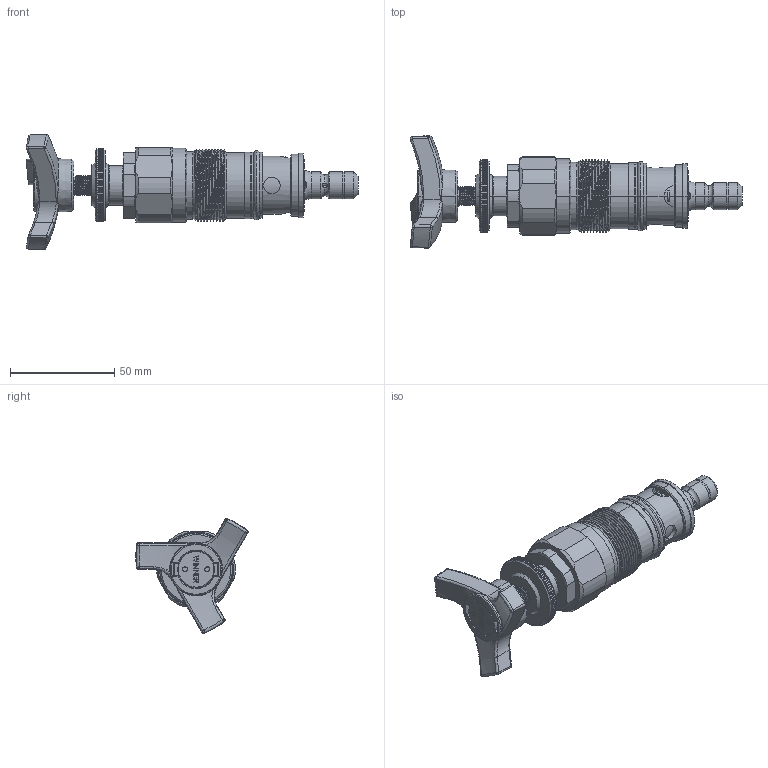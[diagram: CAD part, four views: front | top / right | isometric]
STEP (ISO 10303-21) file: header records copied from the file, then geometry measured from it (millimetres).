
FILE_DESCRIPTION (( 'STEP AP203' ), '1' );
FILE_NAME ('RD35M22-T.STEP', '2016-08-01T05:29:07', ( '' ), ( '' ), 'SwSTEP 2.0', 'SolidWorks 2012', '' );
FILE_SCHEMA (( 'CONFIG_CONTROL_DESIGN' ));
Length unit declared in the file: millimetre
Products named in the file (1): RD35M22-T
Bounding box: 159.6 x 54.02 x 55.33 mm (x, y, z)
Volume: 100044.2 mm3; surface area: 28973.1 mm2
Topology: 9 solids, 9 shells, 1076 faces, 2884 edges, 1836 vertices
Faces by surface type: plane 366, cylinder 351, bspline 165, cone 113, sphere 44, torus 37
Entity records: 108815 total; most frequent: CARTESIAN_POINT 84684, ORIENTED_EDGE 5722, DIRECTION 4260, EDGE_CURVE 2861, VERTEX_POINT 1830, AXIS2_PLACEMENT_3D 1654, EDGE_LOOP 1121, ADVANCED_FACE 1076
